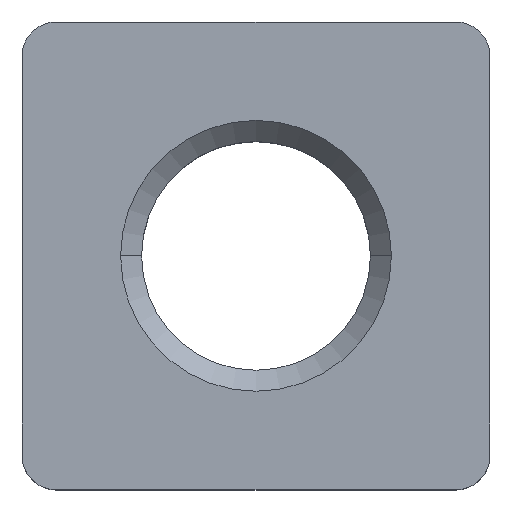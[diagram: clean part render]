
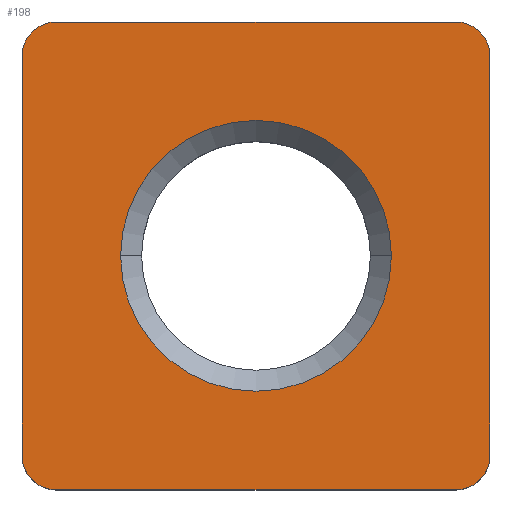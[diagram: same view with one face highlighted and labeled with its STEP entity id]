
A CAD part, top view. The second image highlights one B-rep face of the part: STEP entity #198.
In plain terms, the highlighted planar face has unit normal (0, 0, 1).
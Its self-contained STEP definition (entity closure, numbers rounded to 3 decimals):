
#5 = DIRECTION ( 'NONE',  ( -1., 0., 0. ) ) ;
#6 = DIRECTION ( 'NONE',  ( 0., 0., 1. ) ) ;
#11 = DIRECTION ( 'NONE',  ( -1., 0., 0. ) ) ;
#25 = AXIS2_PLACEMENT_3D ( 'NONE', #120, #390, #5 ) ;
#30 = DIRECTION ( 'NONE',  ( 0., 0., 1. ) ) ;
#41 = EDGE_LOOP ( 'NONE', ( #170, #218 ) ) ;
#50 = DIRECTION ( 'NONE',  ( 0., 0., 1. ) ) ;
#54 = EDGE_CURVE ( 'NONE', #496, #127, #375, .T. ) ;
#55 = CIRCLE ( 'NONE', #142, 1. ) ;
#59 = FACE_OUTER_BOUND ( 'NONE', #232, .T. ) ;
#62 = CIRCLE ( 'NONE', #514, 4.025 ) ;
#84 = VECTOR ( 'NONE', #160, 1000. ) ;
#86 = DIRECTION ( 'NONE',  ( 0., 1., 0. ) ) ;
#90 = CARTESIAN_POINT ( 'NONE',  ( 0., 0., 5.5 ) ) ;
#94 = CARTESIAN_POINT ( 'NONE',  ( 0., 0., 5.5 ) ) ;
#102 = PLANE ( 'NONE',  #407 ) ;
#111 = AXIS2_PLACEMENT_3D ( 'NONE', #299, #30, #216 ) ;
#115 = CARTESIAN_POINT ( 'NONE',  ( 6.95, -5.95, 5.5 ) ) ;
#120 = CARTESIAN_POINT ( 'NONE',  ( -5.95, -5.95, 5.5 ) ) ;
#127 = VERTEX_POINT ( 'NONE', #538 ) ;
#128 = CARTESIAN_POINT ( 'NONE',  ( -4.025, 0., 5.5 ) ) ;
#130 = CIRCLE ( 'NONE', #25, 1. ) ;
#133 = ORIENTED_EDGE ( 'NONE', *, *, #395, .T. ) ;
#137 = VERTEX_POINT ( 'NONE', #128 ) ;
#140 = EDGE_CURVE ( 'NONE', #526, #496, #183, .T. ) ;
#142 = AXIS2_PLACEMENT_3D ( 'NONE', #393, #6, #179 ) ;
#144 = DIRECTION ( 'NONE',  ( 1., 0., 0. ) ) ;
#154 = ORIENTED_EDGE ( 'NONE', *, *, #367, .T. ) ;
#160 = DIRECTION ( 'NONE',  ( 0., -1., 0. ) ) ;
#168 = VERTEX_POINT ( 'NONE', #421 ) ;
#170 = ORIENTED_EDGE ( 'NONE', *, *, #335, .F. ) ;
#179 = DIRECTION ( 'NONE',  ( -1., 0., 0. ) ) ;
#180 = EDGE_CURVE ( 'NONE', #358, #229, #130, .T. ) ;
#183 = CIRCLE ( 'NONE', #362, 1. ) ;
#186 = FACE_BOUND ( 'NONE', #41, .T. ) ;
#188 = LINE ( 'NONE', #350, #522 ) ;
#198 = ADVANCED_FACE ( 'NONE', ( #186, #59 ), #102, .F. ) ;
#199 = AXIS2_PLACEMENT_3D ( 'NONE', #467, #537, #493 ) ;
#206 = ORIENTED_EDGE ( 'NONE', *, *, #54, .T. ) ;
#216 = DIRECTION ( 'NONE',  ( -1., 0., 0. ) ) ;
#218 = ORIENTED_EDGE ( 'NONE', *, *, #444, .F. ) ;
#219 = CARTESIAN_POINT ( 'NONE',  ( 6.95, -6.95, 5.5 ) ) ;
#229 = VERTEX_POINT ( 'NONE', #273 ) ;
#232 = EDGE_LOOP ( 'NONE', ( #206, #154, #479, #133, #459, #529, #311, #291 ) ) ;
#239 = CARTESIAN_POINT ( 'NONE',  ( 4.025, 0., 5.5 ) ) ;
#245 = CARTESIAN_POINT ( 'NONE',  ( -6.95, 5.95, 5.5 ) ) ;
#273 = CARTESIAN_POINT ( 'NONE',  ( -5.95, -6.95, 5.5 ) ) ;
#285 = CARTESIAN_POINT ( 'NONE',  ( 5.95, -5.95, 5.5 ) ) ;
#291 = ORIENTED_EDGE ( 'NONE', *, *, #140, .T. ) ;
#293 = VECTOR ( 'NONE', #86, 1000. ) ;
#295 = DIRECTION ( 'NONE',  ( 0., 0., 1. ) ) ;
#299 = CARTESIAN_POINT ( 'NONE',  ( 5.95, 5.95, 5.5 ) ) ;
#302 = EDGE_CURVE ( 'NONE', #168, #477, #396, .T. ) ;
#305 = CIRCLE ( 'NONE', #199, 4.025 ) ;
#307 = DIRECTION ( 'NONE',  ( 0., 0., -1. ) ) ;
#311 = ORIENTED_EDGE ( 'NONE', *, *, #316, .T. ) ;
#316 = EDGE_CURVE ( 'NONE', #229, #526, #188, .T. ) ;
#322 = CARTESIAN_POINT ( 'NONE',  ( -6.95, -6.95, 5.5 ) ) ;
#335 = EDGE_CURVE ( 'NONE', #540, #137, #62, .T. ) ;
#348 = CIRCLE ( 'NONE', #111, 1. ) ;
#350 = CARTESIAN_POINT ( 'NONE',  ( -6.95, -6.95, 5.5 ) ) ;
#358 = VERTEX_POINT ( 'NONE', #385 ) ;
#361 = CARTESIAN_POINT ( 'NONE',  ( 5.95, -6.95, 5.5 ) ) ;
#362 = AXIS2_PLACEMENT_3D ( 'NONE', #285, #295, #505 ) ;
#367 = EDGE_CURVE ( 'NONE', #127, #168, #348, .T. ) ;
#371 = VERTEX_POINT ( 'NONE', #245 ) ;
#375 = LINE ( 'NONE', #219, #293 ) ;
#385 = CARTESIAN_POINT ( 'NONE',  ( -6.95, -5.95, 5.5 ) ) ;
#390 = DIRECTION ( 'NONE',  ( 0., 0., 1. ) ) ;
#393 = CARTESIAN_POINT ( 'NONE',  ( -5.95, 5.95, 5.5 ) ) ;
#395 = EDGE_CURVE ( 'NONE', #477, #371, #55, .T. ) ;
#396 = LINE ( 'NONE', #517, #541 ) ;
#407 = AXIS2_PLACEMENT_3D ( 'NONE', #94, #307, #478 ) ;
#421 = CARTESIAN_POINT ( 'NONE',  ( 5.95, 6.95, 5.5 ) ) ;
#429 = LINE ( 'NONE', #322, #84 ) ;
#444 = EDGE_CURVE ( 'NONE', #137, #540, #305, .T. ) ;
#449 = DIRECTION ( 'NONE',  ( 1., 0., 0. ) ) ;
#451 = EDGE_CURVE ( 'NONE', #371, #358, #429, .T. ) ;
#459 = ORIENTED_EDGE ( 'NONE', *, *, #451, .T. ) ;
#467 = CARTESIAN_POINT ( 'NONE',  ( 0., 0., 5.5 ) ) ;
#477 = VERTEX_POINT ( 'NONE', #487 ) ;
#478 = DIRECTION ( 'NONE',  ( -1., 0., 0. ) ) ;
#479 = ORIENTED_EDGE ( 'NONE', *, *, #302, .T. ) ;
#487 = CARTESIAN_POINT ( 'NONE',  ( -5.95, 6.95, 5.5 ) ) ;
#493 = DIRECTION ( 'NONE',  ( 1., 0., 0. ) ) ;
#496 = VERTEX_POINT ( 'NONE', #115 ) ;
#505 = DIRECTION ( 'NONE',  ( -1., 0., 0. ) ) ;
#514 = AXIS2_PLACEMENT_3D ( 'NONE', #90, #50, #449 ) ;
#517 = CARTESIAN_POINT ( 'NONE',  ( -6.95, 6.95, 5.5 ) ) ;
#522 = VECTOR ( 'NONE', #144, 1000. ) ;
#526 = VERTEX_POINT ( 'NONE', #361 ) ;
#529 = ORIENTED_EDGE ( 'NONE', *, *, #180, .T. ) ;
#537 = DIRECTION ( 'NONE',  ( 0., 0., 1. ) ) ;
#538 = CARTESIAN_POINT ( 'NONE',  ( 6.95, 5.95, 5.5 ) ) ;
#540 = VERTEX_POINT ( 'NONE', #239 ) ;
#541 = VECTOR ( 'NONE', #11, 1000. ) ;
